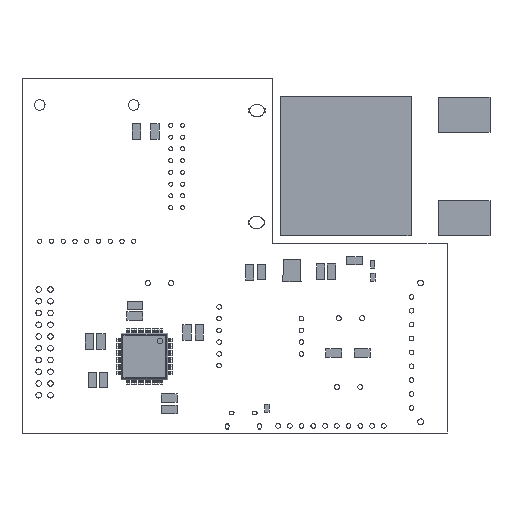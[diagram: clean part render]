
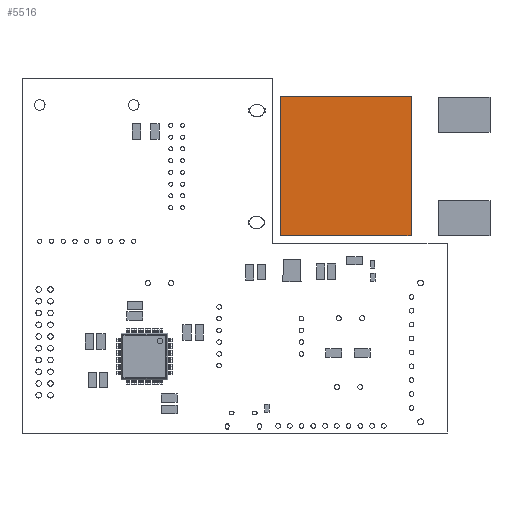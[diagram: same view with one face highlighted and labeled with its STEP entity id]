
A CAD part, top view. The second image highlights one B-rep face of the part: STEP entity #5516.
In plain terms, the highlighted planar face has unit normal (0, 0, 1).
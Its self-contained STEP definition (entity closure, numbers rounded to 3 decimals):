
#5355 = VERTEX_POINT('',#5356);
#5356 = CARTESIAN_POINT('',(-14.161,-15.072,5.5));
#5362 = EDGE_CURVE('',#5355,#5363,#5365,.T.);
#5363 = VERTEX_POINT('',#5364);
#5364 = CARTESIAN_POINT('',(14.108,-15.072,5.5));
#5365 = LINE('',#5366,#5367);
#5366 = CARTESIAN_POINT('',(-14.161,-15.072,5.5));
#5367 = VECTOR('',#5368,1.);
#5368 = DIRECTION('',(1.,0.,0.));
#5393 = EDGE_CURVE('',#5363,#5394,#5396,.T.);
#5394 = VERTEX_POINT('',#5395);
#5395 = CARTESIAN_POINT('',(14.161,-15.019,5.5));
#5396 = LINE('',#5397,#5398);
#5397 = CARTESIAN_POINT('',(14.108,-15.072,5.5));
#5398 = VECTOR('',#5399,1.);
#5399 = DIRECTION('',(0.707,0.707,0.));
#5424 = EDGE_CURVE('',#5394,#5425,#5427,.T.);
#5425 = VERTEX_POINT('',#5426);
#5426 = CARTESIAN_POINT('',(14.161,15.072,5.5));
#5427 = LINE('',#5428,#5429);
#5428 = CARTESIAN_POINT('',(14.161,-15.019,5.5));
#5429 = VECTOR('',#5430,1.);
#5430 = DIRECTION('',(0.,1.,0.));
#5455 = EDGE_CURVE('',#5425,#5456,#5458,.T.);
#5456 = VERTEX_POINT('',#5457);
#5457 = CARTESIAN_POINT('',(-14.161,15.072,5.5));
#5458 = LINE('',#5459,#5460);
#5459 = CARTESIAN_POINT('',(14.161,15.072,5.5));
#5460 = VECTOR('',#5461,1.);
#5461 = DIRECTION('',(-1.,0.,0.));
#5486 = EDGE_CURVE('',#5456,#5355,#5487,.T.);
#5487 = LINE('',#5488,#5489);
#5488 = CARTESIAN_POINT('',(-14.161,15.072,5.5));
#5489 = VECTOR('',#5490,1.);
#5490 = DIRECTION('',(0.,-1.,0.));
#5516 = ADVANCED_FACE('',(#5517),#5524,.F.);
#5517 = FACE_BOUND('',#5518,.T.);
#5518 = EDGE_LOOP('',(#5519,#5520,#5521,#5522,#5523));
#5519 = ORIENTED_EDGE('',*,*,#5362,.T.);
#5520 = ORIENTED_EDGE('',*,*,#5393,.T.);
#5521 = ORIENTED_EDGE('',*,*,#5424,.T.);
#5522 = ORIENTED_EDGE('',*,*,#5455,.T.);
#5523 = ORIENTED_EDGE('',*,*,#5486,.T.);
#5524 = PLANE('',#5525);
#5525 = AXIS2_PLACEMENT_3D('',#5526,#5527,#5528);
#5526 = CARTESIAN_POINT('',(-14.161,-15.072,5.5));
#5527 = DIRECTION('',(0.,0.,-1.));
#5528 = DIRECTION('',(-1.,0.,0.));
